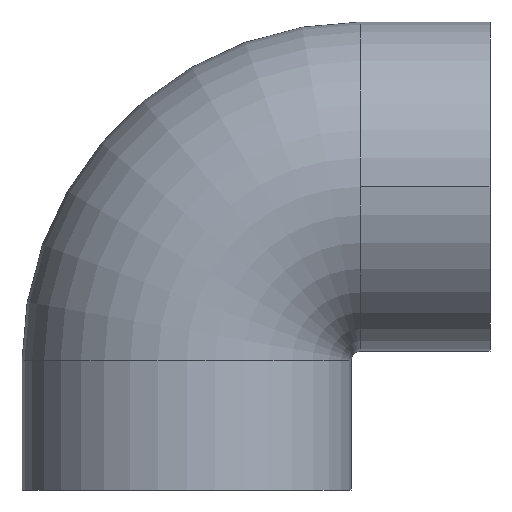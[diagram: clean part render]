
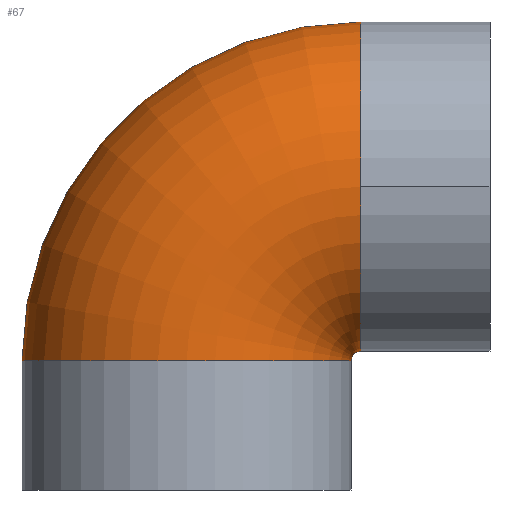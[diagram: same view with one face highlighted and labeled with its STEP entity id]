
A CAD part, front view. The second image highlights one B-rep face of the part: STEP entity #67.
In plain terms, the highlighted toroidal (fillet/blend) face has major radius 27 mm and minor radius 25.5 mm.
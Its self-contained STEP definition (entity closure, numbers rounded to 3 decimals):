
#67=ADVANCED_FACE('',(#132),#133,.T.);
#132=FACE_OUTER_BOUND('',#191,.T.);
#133=TOROIDAL_SURFACE('',#192,27.0,25.5);
#191=EDGE_LOOP('',(#314,#315,#316,#317,#318));
#192=AXIS2_PLACEMENT_3D('',#319,#320,#321);
#314=ORIENTED_EDGE('',*,*,#340,.T.);
#315=ORIENTED_EDGE('',*,*,#387,.T.);
#316=ORIENTED_EDGE('',*,*,#343,.T.);
#317=ORIENTED_EDGE('',*,*,#384,.T.);
#318=ORIENTED_EDGE('',*,*,#357,.T.);
#319=CARTESIAN_POINT('',(27.0,0.,20.0));
#320=DIRECTION('',(0.0,-1.0,0.0));
#321=DIRECTION('',(0.0,0.0,-1.0));
#340=EDGE_CURVE('',#393,#394,#395,.T.);
#343=EDGE_CURVE('',#400,#398,#401,.T.);
#357=EDGE_CURVE('',#423,#393,#424,.T.);
#384=EDGE_CURVE('',#398,#423,#460,.T.);
#387=EDGE_CURVE('',#394,#400,#463,.T.);
#393=VERTEX_POINT('',#469);
#394=VERTEX_POINT('',#470);
#395=CIRCLE('',#471,52.5);
#398=VERTEX_POINT('',#474);
#400=VERTEX_POINT('',#476);
#401=CIRCLE('',#477,1.5);
#423=VERTEX_POINT('',#635);
#424=CIRCLE('',#636,25.5);
#460=CIRCLE('',#810,25.5);
#463=CIRCLE('',#813,25.5);
#469=CARTESIAN_POINT('',(27.0,0.,72.5));
#470=CARTESIAN_POINT('',(-25.5,0.0,20.0));
#471=AXIS2_PLACEMENT_3D('',#818,#819,#820);
#474=CARTESIAN_POINT('',(27.0,0.0,21.5));
#476=CARTESIAN_POINT('',(25.5,0.,20.0));
#477=AXIS2_PLACEMENT_3D('',#827,#828,#829);
#635=CARTESIAN_POINT('',(27.0,-25.5,47.0));
#636=AXIS2_PLACEMENT_3D('',#845,#846,#847);
#810=AXIS2_PLACEMENT_3D('',#883,#884,#885);
#813=AXIS2_PLACEMENT_3D('',#886,#887,#888);
#818=CARTESIAN_POINT('',(27.0,0.,20.0));
#819=DIRECTION('',(0.0,-1.0,0.0));
#820=DIRECTION('',(0.0,0.0,-1.0));
#827=CARTESIAN_POINT('',(27.0,0.,20.0));
#828=DIRECTION('',(-0.0,1.0,0.0));
#829=DIRECTION('',(0.0,0.0,-1.0));
#845=CARTESIAN_POINT('',(27.0,0.,47.0));
#846=DIRECTION('',(-1.0,0.0,0.0));
#847=DIRECTION('',(0.0,0.,-1.0));
#883=CARTESIAN_POINT('',(27.0,0.,47.0));
#884=DIRECTION('',(-1.0,0.0,0.0));
#885=DIRECTION('',(0.0,0.,-1.0));
#886=CARTESIAN_POINT('',(0.0,0.0,20.0));
#887=DIRECTION('',(0.0,0.0,1.0));
#888=DIRECTION('',(-1.0,0.0,0.0));
